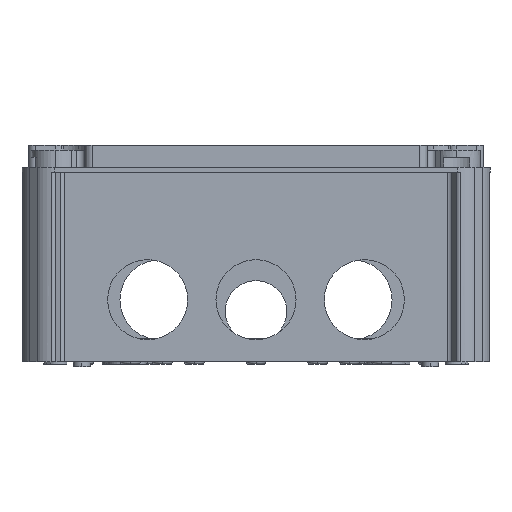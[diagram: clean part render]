
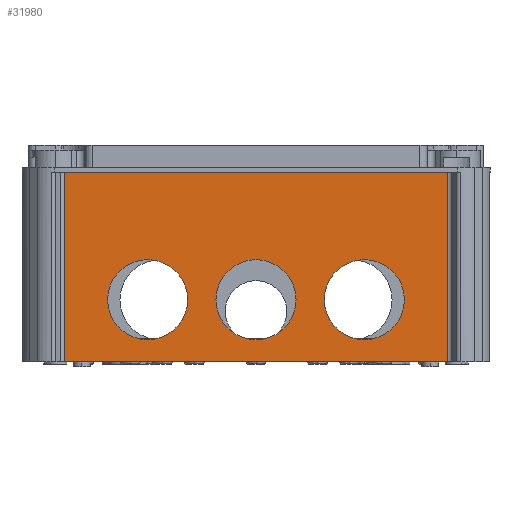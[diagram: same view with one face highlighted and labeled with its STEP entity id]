
A CAD part, left-side view. The second image highlights one B-rep face of the part: STEP entity #31980.
In plain terms, the highlighted planar face has unit normal (-1, 0, 0).
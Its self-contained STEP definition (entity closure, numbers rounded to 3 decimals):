
#212 = EDGE_CURVE ( 'NONE', #22076, #3816, #22383, .T. ) ;
#629 = DIRECTION ( 'NONE',  ( 0., 0., 1. ) ) ;
#829 = CARTESIAN_POINT ( 'NONE',  ( -115., 77.792, -2. ) ) ;
#936 = CIRCLE ( 'NONE', #4172, 16.25 ) ;
#952 = CARTESIAN_POINT ( 'NONE',  ( -115., 44., -37.5 ) ) ;
#966 = CARTESIAN_POINT ( 'NONE',  ( -115., -44., -53.75 ) ) ;
#1233 = ORIENTED_EDGE ( 'NONE', *, *, #13493, .F. ) ;
#1693 = EDGE_CURVE ( 'NONE', #3816, #3201, #9820, .T. ) ;
#1804 = PLANE ( 'NONE',  #3506 ) ;
#1935 = EDGE_CURVE ( 'NONE', #17568, #4513, #26653, .T. ) ;
#2163 = EDGE_LOOP ( 'NONE', ( #38096, #1233 ) ) ;
#2189 = ORIENTED_EDGE ( 'NONE', *, *, #34124, .F. ) ;
#2245 = CARTESIAN_POINT ( 'NONE',  ( -115., 0., -53.75 ) ) ;
#3053 = EDGE_CURVE ( 'NONE', #33500, #3201, #26360, .T. ) ;
#3129 = CARTESIAN_POINT ( 'NONE',  ( -115., -44., -70. ) ) ;
#3201 = VERTEX_POINT ( 'NONE', #25944 ) ;
#3506 = AXIS2_PLACEMENT_3D ( 'NONE', #14248, #11406, #8338 ) ;
#3816 = VERTEX_POINT ( 'NONE', #15838 ) ;
#4172 = AXIS2_PLACEMENT_3D ( 'NONE', #966, #10155, #13411 ) ;
#4434 = AXIS2_PLACEMENT_3D ( 'NONE', #16727, #7155, #629 ) ;
#4513 = VERTEX_POINT ( 'NONE', #33668 ) ;
#5007 = ORIENTED_EDGE ( 'NONE', *, *, #29539, .F. ) ;
#5063 = ORIENTED_EDGE ( 'NONE', *, *, #1693, .T. ) ;
#5109 = CIRCLE ( 'NONE', #27866, 16.25 ) ;
#5368 = CIRCLE ( 'NONE', #28124, 16.25 ) ;
#5466 = FACE_BOUND ( 'NONE', #28805, .T. ) ;
#7048 = AXIS2_PLACEMENT_3D ( 'NONE', #18736, #19138, #37295 ) ;
#7127 = AXIS2_PLACEMENT_3D ( 'NONE', #2245, #39538, #7559 ) ;
#7155 = DIRECTION ( 'NONE',  ( -1., 0., 0. ) ) ;
#7413 = CARTESIAN_POINT ( 'NONE',  ( -115., 0., -79. ) ) ;
#7559 = DIRECTION ( 'NONE',  ( 0., 0., 1. ) ) ;
#7826 = DIRECTION ( 'NONE',  ( 0., 1., 0. ) ) ;
#8338 = DIRECTION ( 'NONE',  ( 0., 0., 1. ) ) ;
#8363 = EDGE_LOOP ( 'NONE', ( #21127, #11004 ) ) ;
#9061 = ORIENTED_EDGE ( 'NONE', *, *, #212, .T. ) ;
#9578 = DIRECTION ( 'NONE',  ( 0., 0., 1. ) ) ;
#9820 = LINE ( 'NONE', #829, #28309 ) ;
#10155 = DIRECTION ( 'NONE',  ( -1., 0., 0. ) ) ;
#10521 = DIRECTION ( 'NONE',  ( 0., 0., 1. ) ) ;
#11004 = ORIENTED_EDGE ( 'NONE', *, *, #39398, .F. ) ;
#11406 = DIRECTION ( 'NONE',  ( -1., 0., 0. ) ) ;
#12630 = CARTESIAN_POINT ( 'NONE',  ( -115., 0., -2. ) ) ;
#13411 = DIRECTION ( 'NONE',  ( 0., 0., 1. ) ) ;
#13419 = ORIENTED_EDGE ( 'NONE', *, *, #18540, .F. ) ;
#13493 = EDGE_CURVE ( 'NONE', #4513, #17568, #37623, .T. ) ;
#14248 = CARTESIAN_POINT ( 'NONE',  ( -115., 0., -2. ) ) ;
#14560 = CARTESIAN_POINT ( 'NONE',  ( -115., -77.792, -79. ) ) ;
#15752 = EDGE_LOOP ( 'NONE', ( #28046, #2189, #9061, #5063 ) ) ;
#15838 = CARTESIAN_POINT ( 'NONE',  ( -115., 77.792, -2. ) ) ;
#15888 = DIRECTION ( 'NONE',  ( 0., 1., 0. ) ) ;
#16727 = CARTESIAN_POINT ( 'NONE',  ( -115., 0., -53.75 ) ) ;
#17296 = FACE_BOUND ( 'NONE', #8363, .T. ) ;
#17568 = VERTEX_POINT ( 'NONE', #37162 ) ;
#17894 = FACE_OUTER_BOUND ( 'NONE', #15752, .T. ) ;
#18540 = EDGE_CURVE ( 'NONE', #27992, #29755, #936, .T. ) ;
#18736 = CARTESIAN_POINT ( 'NONE',  ( -115., 44., -53.75 ) ) ;
#19138 = DIRECTION ( 'NONE',  ( -1., 0., 0. ) ) ;
#19782 = DIRECTION ( 'NONE',  ( 0., 0., -1. ) ) ;
#21041 = VERTEX_POINT ( 'NONE', #952 ) ;
#21127 = ORIENTED_EDGE ( 'NONE', *, *, #25988, .F. ) ;
#21607 = DIRECTION ( 'NONE',  ( -1., 0., 0. ) ) ;
#22076 = VERTEX_POINT ( 'NONE', #30933 ) ;
#22185 = VECTOR ( 'NONE', #39264, 1000. ) ;
#22383 = LINE ( 'NONE', #12630, #29716 ) ;
#22653 = CIRCLE ( 'NONE', #7048, 16.25 ) ;
#24453 = CARTESIAN_POINT ( 'NONE',  ( -115., 44., -53.75 ) ) ;
#25944 = CARTESIAN_POINT ( 'NONE',  ( -115., 77.792, -79. ) ) ;
#25988 = EDGE_CURVE ( 'NONE', #21041, #30309, #5109, .T. ) ;
#25991 = CARTESIAN_POINT ( 'NONE',  ( -115., -44., -53.75 ) ) ;
#26360 = LINE ( 'NONE', #7413, #37489 ) ;
#26653 = CIRCLE ( 'NONE', #7127, 16.25 ) ;
#26811 = DIRECTION ( 'NONE',  ( -1., 0., 0. ) ) ;
#27866 = AXIS2_PLACEMENT_3D ( 'NONE', #24453, #21607, #9578 ) ;
#27992 = VERTEX_POINT ( 'NONE', #40246 ) ;
#28046 = ORIENTED_EDGE ( 'NONE', *, *, #3053, .F. ) ;
#28124 = AXIS2_PLACEMENT_3D ( 'NONE', #25991, #26811, #10521 ) ;
#28309 = VECTOR ( 'NONE', #19782, 1000. ) ;
#28805 = EDGE_LOOP ( 'NONE', ( #13419, #5007 ) ) ;
#29539 = EDGE_CURVE ( 'NONE', #29755, #27992, #5368, .T. ) ;
#29716 = VECTOR ( 'NONE', #15888, 1000. ) ;
#29718 = FACE_BOUND ( 'NONE', #2163, .T. ) ;
#29755 = VERTEX_POINT ( 'NONE', #3129 ) ;
#30309 = VERTEX_POINT ( 'NONE', #32621 ) ;
#30933 = CARTESIAN_POINT ( 'NONE',  ( -115., -77.792, -2. ) ) ;
#31980 = ADVANCED_FACE ( 'NONE', ( #17296, #29718, #5466, #17894 ), #1804, .T. ) ;
#32621 = CARTESIAN_POINT ( 'NONE',  ( -115., 44., -70. ) ) ;
#33500 = VERTEX_POINT ( 'NONE', #14560 ) ;
#33668 = CARTESIAN_POINT ( 'NONE',  ( -115., 0., -70. ) ) ;
#34124 = EDGE_CURVE ( 'NONE', #22076, #33500, #36011, .T. ) ;
#35385 = CARTESIAN_POINT ( 'NONE',  ( -115., -77.792, -2. ) ) ;
#36011 = LINE ( 'NONE', #35385, #22185 ) ;
#37162 = CARTESIAN_POINT ( 'NONE',  ( -115., 0., -37.5 ) ) ;
#37295 = DIRECTION ( 'NONE',  ( 0., 0., 1. ) ) ;
#37489 = VECTOR ( 'NONE', #7826, 1000. ) ;
#37623 = CIRCLE ( 'NONE', #4434, 16.25 ) ;
#38096 = ORIENTED_EDGE ( 'NONE', *, *, #1935, .F. ) ;
#39264 = DIRECTION ( 'NONE',  ( 0., 0., -1. ) ) ;
#39398 = EDGE_CURVE ( 'NONE', #30309, #21041, #22653, .T. ) ;
#39538 = DIRECTION ( 'NONE',  ( -1., 0., 0. ) ) ;
#40246 = CARTESIAN_POINT ( 'NONE',  ( -115., -44., -37.5 ) ) ;
